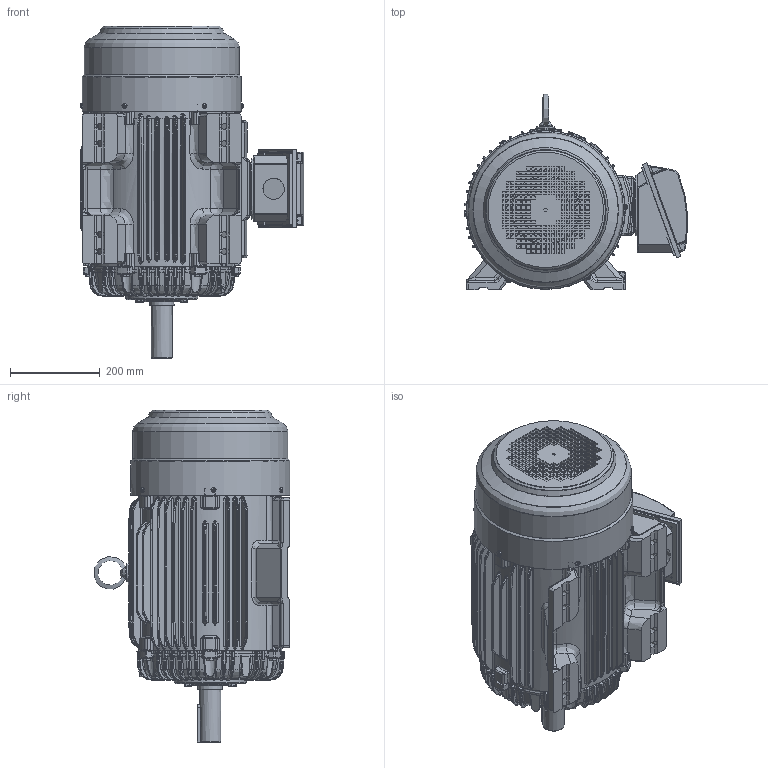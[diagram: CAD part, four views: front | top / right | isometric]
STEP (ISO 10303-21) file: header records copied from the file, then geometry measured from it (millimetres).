
FILE_DESCRIPTION(/* description */ (''),/* implementation_level */ '2;1');
FILE_NAME(/* name */ '284-6T总装.stp',/* time_stamp */ '2022-08-06T08:49:15+08:00',/* author */ (''),/* organization */ (''),/* preprocessor_version */ 'ST-DEVELOPER v16',/* originating_system */ 'SIEMENS PLM Software NX 11.0',/* authorisation */ '');
FILE_SCHEMA (('AP203_CONFIGURATION_CONTROLLED_3D_DESIGN_OF_MECHANICAL_PARTS_AND_ASSEMBLIES_MIM_LF { 1 0 10303 403 2 1 2}'));
Length unit declared in the file: millimetre
Products named in the file (1): 284-6T总装_stp
Bounding box: 499.26 x 437 x 741.1 mm (x, y, z)
Volume: 11625472.4 mm3; surface area: 2941381.4 mm2
Topology: 33 solids, 33 shells, 10007 faces, 25790 edges, 15765 vertices
Faces by surface type: cylinder 4265, bspline 2380, plane 2203, torus 589, cone 306, sphere 264
Full cylindrical faces by diameter (mm): 4.2 x4, 6 x1, 6.8 x1, 7.5 x6, 8 x28, 10 x32, 14 x8, 15.36 x1, 16 x1, 30 x1, 40 x1, 45 x2, 47.625 x1, 48 x1, 49.8 x1, 50 x1, 54.8 x1, 55 x1, 59.8 x1, 60 x1, 65 x1, 70 x1, 76 x1, 90 x1, 100 x2, 110 x1, 120 x1, 150 x2, 160 x3, 299 x2
Entity records: 379794 total; most frequent: CARTESIAN_POINT 156179, ORIENTED_EDGE 50604, DIRECTION 43181, EDGE_CURVE 25302, AXIS2_PLACEMENT_3D 16831, VERTEX_POINT 15621, EDGE_LOOP 10841, ADVANCED_FACE 10001
